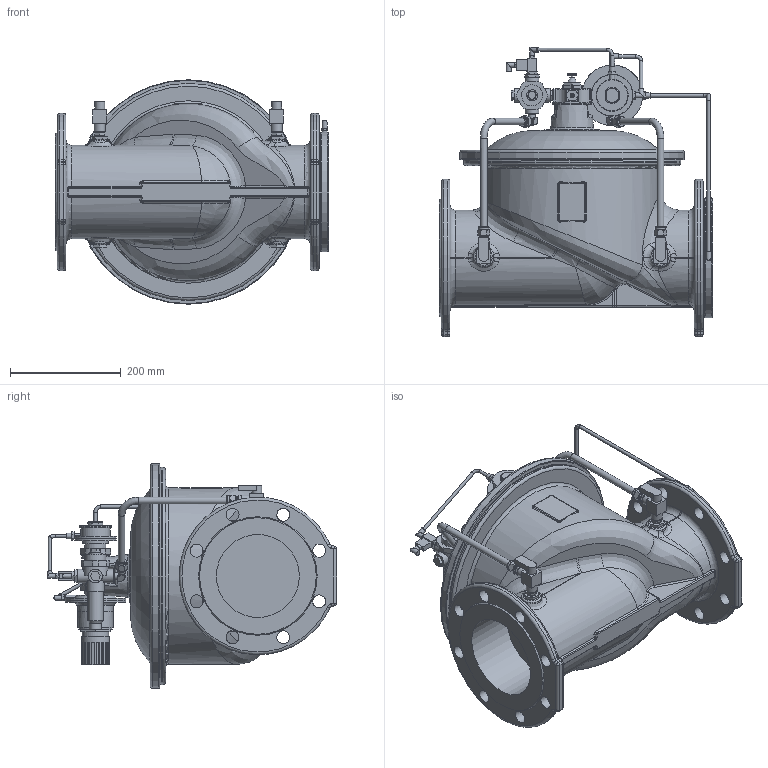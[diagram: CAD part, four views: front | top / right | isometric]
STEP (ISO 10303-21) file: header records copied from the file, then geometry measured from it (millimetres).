
FILE_DESCRIPTION (( 'STEP AP203' ), '1' );
FILE_NAME ('O_859_10_DN150_114XX49_AA0_step.step', '2016-04-07T09:34:18', ( 'Windows User' ), ( 'AVK' ), 'SwSTEP 2.0', 'SolidWorks 2012', '' );
FILE_SCHEMA (( 'CONFIG_CONTROL_DESIGN' ));
Length unit declared in the file: millimetre
Products named in the file (1): O_859_10_DN150_114XX49_AA0_step
Bounding box: 494 x 523.5 x 406 mm (x, y, z)
Volume: 26429003.8 mm3; surface area: 1094160.4 mm2
Topology: 1 solids, 1 shells, 1252 faces, 3078 edges, 1878 vertices
Faces by surface type: plane 608, cylinder 297, bspline 128, torus 102, cone 101, sphere 16
Full cylindrical faces by diameter (mm): 4 x1, 6 x7, 7 x2, 7.7 x2, 8 x2, 9 x10, 10 x2, 12 x4, 12.8 x6, 16 x9, 18 x2, 18.05 x4, 20 x5, 22 x1, 23.5 x16, 25 x8, 28 x1, 32 x2, 38 x3, 40 x1, 46 x4, 48 x1, 50 x1, 53 x1, 58 x1, 61 x1, 64 x2, 70 x2, 75 x3, 80 x1
Entity records: 44378 total; most frequent: CARTESIAN_POINT 16983, ORIENTED_EDGE 5568, DIRECTION 5534, EDGE_CURVE 2784, AXIS2_PLACEMENT_3D 2098, VERTEX_POINT 1791, EDGE_LOOP 1547, FACE_OUTER_BOUND 1396
